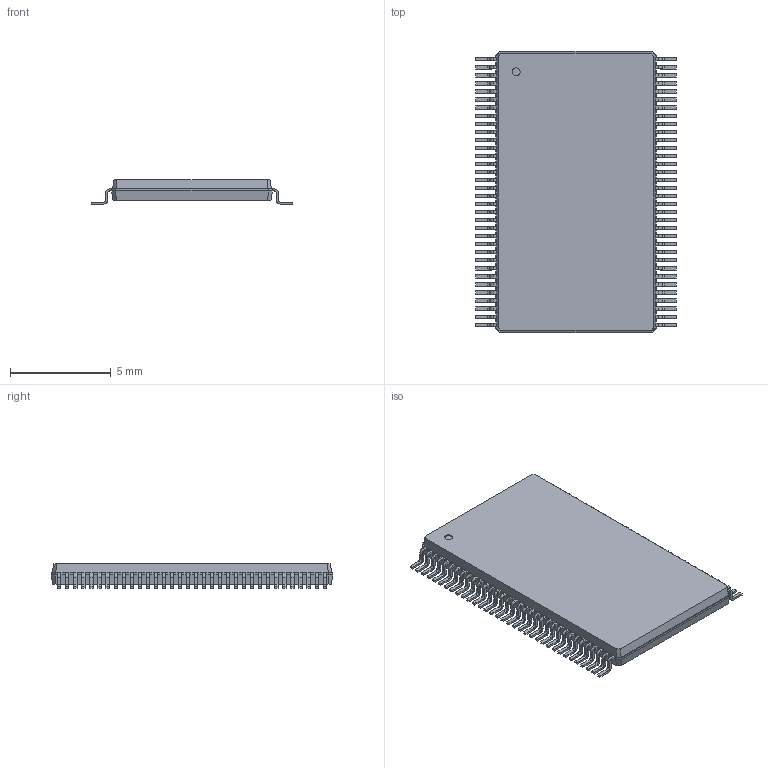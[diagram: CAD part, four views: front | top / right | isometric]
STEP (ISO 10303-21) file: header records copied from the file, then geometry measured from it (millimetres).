
FILE_DESCRIPTION(/* description */ ('model of TSSOP-68_8x14mm_P0.4mm'),/* implementation_level */ '2;1');
FILE_NAME(/* name */ 'TSSOP-68_8x14mm_P0.4mm.step',/* time_stamp */ '2020-02-14T17:21:28',/* author */ ('kicad StepUp','ksu'),/* organization */ ('FreeCAD'),/* preprocessor_version */ 'OCC',/* originating_system */ 'kicad StepUp',/* authorisation */ '');
FILE_SCHEMA(('AUTOMOTIVE_DESIGN { 1 0 10303 214 1 1 1 1 }'));
Length unit declared in the file: millimetre
Products named in the file (1): TSSOP_68_8x14mm_P04mm
Bounding box: 10 x 14 x 1.2 mm (x, y, z)
Volume: 111.2 mm3; surface area: 315.2 mm2
Topology: 1 solids, 1 shells, 1056 faces, 2863 edges, 1810 vertices
Faces by surface type: plane 691, cylinder 273, bspline 92
Full cylindrical faces by diameter (mm): 0.4 x1
Entity records: 40039 total; most frequent: CARTESIAN_POINT 6038, ORIENTED_EDGE 5726, DIRECTION 5307, EDGE_CURVE 2863, LINE 2285, VECTOR 2285, VERTEX_POINT 1810, AXIS2_PLACEMENT_3D 1511
